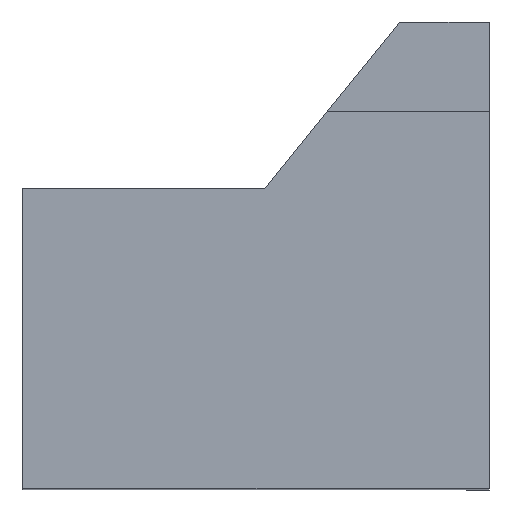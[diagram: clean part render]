
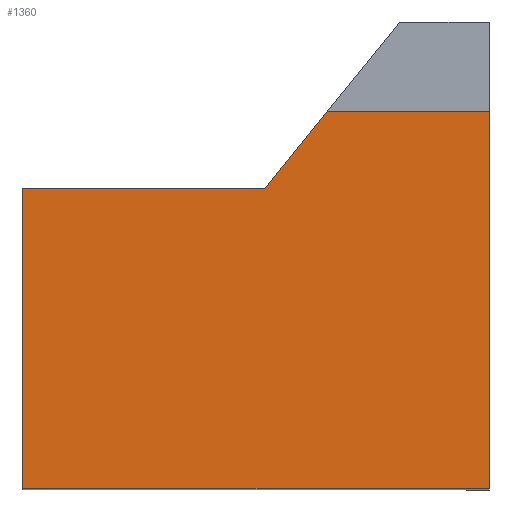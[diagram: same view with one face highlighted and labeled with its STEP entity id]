
A CAD part, top view. The second image highlights one B-rep face of the part: STEP entity #1360.
In plain terms, the highlighted planar face has unit normal (0, 0, 1).
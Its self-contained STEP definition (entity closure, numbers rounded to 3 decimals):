
#44 = PLANE('',#45);
#45 = AXIS2_PLACEMENT_3D('',#46,#47,#48);
#46 = CARTESIAN_POINT('',(0.,0.,-26.5)
  );
#47 = DIRECTION('',(-1.,0.,0.));
#48 = DIRECTION('',(0.,1.,0.));
#99 = PLANE('',#100);
#100 = AXIS2_PLACEMENT_3D('',#101,#102,#103);
#101 = CARTESIAN_POINT('',(-5.,26.,-26.5));
#102 = DIRECTION('',(0.778,-0.628,0.)
  );
#103 = DIRECTION('',(-0.628,-0.778,0.)
  );
#328 = PLANE('',#329);
#329 = AXIS2_PLACEMENT_3D('',#330,#331,#332);
#330 = CARTESIAN_POINT('',(0.,21.,26.5));
#331 = DIRECTION('',(0.,1.,0.));
#332 = DIRECTION('',(0.,0.,1.));
#364 = VERTEX_POINT('',#365);
#365 = CARTESIAN_POINT('',(0.,21.,26.5));
#386 = EDGE_CURVE('',#364,#387,#389,.T.);
#387 = VERTEX_POINT('',#388);
#388 = CARTESIAN_POINT('',(-9.038,21.,26.5));
#389 = SURFACE_CURVE('',#390,(#394,#401),.PCURVE_S1.);
#390 = LINE('',#391,#392);
#391 = CARTESIAN_POINT('',(0.,21.,26.5));
#392 = VECTOR('',#393,1.);
#393 = DIRECTION('',(-1.,0.,0.));
#394 = PCURVE('',#328,#395);
#395 = DEFINITIONAL_REPRESENTATION('',(#396),#400);
#396 = LINE('',#397,#398);
#397 = CARTESIAN_POINT('',(-0.,0.));
#398 = VECTOR('',#399,1.);
#399 = DIRECTION('',(0.,-1.));
#400 = ( GEOMETRIC_REPRESENTATION_CONTEXT(2) 
PARAMETRIC_REPRESENTATION_CONTEXT() REPRESENTATION_CONTEXT('2D SPACE',''
  ) );
#401 = PCURVE('',#402,#407);
#402 = PLANE('',#403);
#403 = AXIS2_PLACEMENT_3D('',#404,#405,#406);
#404 = CARTESIAN_POINT('',(-12.341,9.582,26.5));
#405 = DIRECTION('',(0.,0.,1.));
#406 = DIRECTION('',(0.,1.,0.));
#407 = DEFINITIONAL_REPRESENTATION('',(#408),#412);
#408 = LINE('',#409,#410);
#409 = CARTESIAN_POINT('',(11.418,-12.341));
#410 = VECTOR('',#411,1.);
#411 = DIRECTION('',(0.,1.));
#412 = ( GEOMETRIC_REPRESENTATION_CONTEXT(2) 
PARAMETRIC_REPRESENTATION_CONTEXT() REPRESENTATION_CONTEXT('2D SPACE',''
  ) );
#465 = EDGE_CURVE('',#387,#466,#468,.T.);
#466 = VERTEX_POINT('',#467);
#467 = CARTESIAN_POINT('',(-12.512,16.7,26.5));
#468 = SURFACE_CURVE('',#469,(#473,#480),.PCURVE_S1.);
#469 = LINE('',#470,#471);
#470 = CARTESIAN_POINT('',(-5.,26.,26.5));
#471 = VECTOR('',#472,1.);
#472 = DIRECTION('',(-0.628,-0.778,0.)
  );
#473 = PCURVE('',#99,#474);
#474 = DEFINITIONAL_REPRESENTATION('',(#475),#479);
#475 = LINE('',#476,#477);
#476 = CARTESIAN_POINT('',(0.,-53.));
#477 = VECTOR('',#478,1.);
#478 = DIRECTION('',(1.,0.));
#479 = ( GEOMETRIC_REPRESENTATION_CONTEXT(2) 
PARAMETRIC_REPRESENTATION_CONTEXT() REPRESENTATION_CONTEXT('2D SPACE',''
  ) );
#480 = PCURVE('',#402,#481);
#481 = DEFINITIONAL_REPRESENTATION('',(#482),#486);
#482 = LINE('',#483,#484);
#483 = CARTESIAN_POINT('',(16.418,-7.341));
#484 = VECTOR('',#485,1.);
#485 = DIRECTION('',(-0.778,0.628));
#486 = ( GEOMETRIC_REPRESENTATION_CONTEXT(2) 
PARAMETRIC_REPRESENTATION_CONTEXT() REPRESENTATION_CONTEXT('2D SPACE',''
  ) );
#503 = PLANE('',#504);
#504 = AXIS2_PLACEMENT_3D('',#505,#506,#507);
#505 = CARTESIAN_POINT('',(0.,16.7,26.5));
#506 = DIRECTION('',(0.,-1.,0.));
#507 = DIRECTION('',(0.,0.,-1.));
#556 = PLANE('',#557);
#557 = AXIS2_PLACEMENT_3D('',#558,#559,#560);
#558 = CARTESIAN_POINT('',(-26.,0.,-26.5));
#559 = DIRECTION('',(0.,1.,0.));
#560 = DIRECTION('',(1.,0.,0.));
#1112 = PLANE('',#1113);
#1113 = AXIS2_PLACEMENT_3D('',#1114,#1115,#1116);
#1114 = CARTESIAN_POINT('',(-26.,8.35,23.));
#1115 = DIRECTION('',(1.,0.,0.));
#1116 = DIRECTION('',(0.,1.,0.));
#1128 = EDGE_CURVE('',#466,#1129,#1131,.T.);
#1129 = VERTEX_POINT('',#1130);
#1130 = CARTESIAN_POINT('',(-26.,16.7,26.5));
#1131 = SURFACE_CURVE('',#1132,(#1136,#1143),.PCURVE_S1.);
#1132 = LINE('',#1133,#1134);
#1133 = CARTESIAN_POINT('',(0.,16.7,26.5));
#1134 = VECTOR('',#1135,1.);
#1135 = DIRECTION('',(-1.,0.,0.));
#1136 = PCURVE('',#503,#1137);
#1137 = DEFINITIONAL_REPRESENTATION('',(#1138),#1142);
#1138 = LINE('',#1139,#1140);
#1139 = CARTESIAN_POINT('',(0.,0.));
#1140 = VECTOR('',#1141,1.);
#1141 = DIRECTION('',(0.,-1.));
#1142 = ( GEOMETRIC_REPRESENTATION_CONTEXT(2) 
PARAMETRIC_REPRESENTATION_CONTEXT() REPRESENTATION_CONTEXT('2D SPACE',''
  ) );
#1143 = PCURVE('',#402,#1144);
#1144 = DEFINITIONAL_REPRESENTATION('',(#1145),#1149);
#1145 = LINE('',#1146,#1147);
#1146 = CARTESIAN_POINT('',(7.118,-12.341));
#1147 = VECTOR('',#1148,1.);
#1148 = DIRECTION('',(0.,1.));
#1149 = ( GEOMETRIC_REPRESENTATION_CONTEXT(2) 
PARAMETRIC_REPRESENTATION_CONTEXT() REPRESENTATION_CONTEXT('2D SPACE',''
  ) );
#1176 = EDGE_CURVE('',#1177,#1129,#1179,.T.);
#1177 = VERTEX_POINT('',#1178);
#1178 = CARTESIAN_POINT('',(-26.,0.,26.5));
#1179 = SURFACE_CURVE('',#1180,(#1184,#1191),.PCURVE_S1.);
#1180 = LINE('',#1181,#1182);
#1181 = CARTESIAN_POINT('',(-26.,0.,26.5));
#1182 = VECTOR('',#1183,1.);
#1183 = DIRECTION('',(0.,1.,0.));
#1184 = PCURVE('',#1112,#1185);
#1185 = DEFINITIONAL_REPRESENTATION('',(#1186),#1190);
#1186 = LINE('',#1187,#1188);
#1187 = CARTESIAN_POINT('',(-8.35,3.5));
#1188 = VECTOR('',#1189,1.);
#1189 = DIRECTION('',(1.,0.));
#1190 = ( GEOMETRIC_REPRESENTATION_CONTEXT(2) 
PARAMETRIC_REPRESENTATION_CONTEXT() REPRESENTATION_CONTEXT('2D SPACE',''
  ) );
#1191 = PCURVE('',#402,#1192);
#1192 = DEFINITIONAL_REPRESENTATION('',(#1193),#1197);
#1193 = LINE('',#1194,#1195);
#1194 = CARTESIAN_POINT('',(-9.582,13.659));
#1195 = VECTOR('',#1196,1.);
#1196 = DIRECTION('',(1.,0.));
#1197 = ( GEOMETRIC_REPRESENTATION_CONTEXT(2) 
PARAMETRIC_REPRESENTATION_CONTEXT() REPRESENTATION_CONTEXT('2D SPACE',''
  ) );
#1253 = EDGE_CURVE('',#1254,#364,#1256,.T.);
#1254 = VERTEX_POINT('',#1255);
#1255 = CARTESIAN_POINT('',(0.,0.,26.5)
  );
#1256 = SURFACE_CURVE('',#1257,(#1261,#1268),.PCURVE_S1.);
#1257 = LINE('',#1258,#1259);
#1258 = CARTESIAN_POINT('',(0.,0.,26.5)
  );
#1259 = VECTOR('',#1260,1.);
#1260 = DIRECTION('',(0.,1.,0.));
#1261 = PCURVE('',#44,#1262);
#1262 = DEFINITIONAL_REPRESENTATION('',(#1263),#1267);
#1263 = LINE('',#1264,#1265);
#1264 = CARTESIAN_POINT('',(0.,-53.));
#1265 = VECTOR('',#1266,1.);
#1266 = DIRECTION('',(1.,0.));
#1267 = ( GEOMETRIC_REPRESENTATION_CONTEXT(2) 
PARAMETRIC_REPRESENTATION_CONTEXT() REPRESENTATION_CONTEXT('2D SPACE',''
  ) );
#1268 = PCURVE('',#402,#1269);
#1269 = DEFINITIONAL_REPRESENTATION('',(#1270),#1274);
#1270 = LINE('',#1271,#1272);
#1271 = CARTESIAN_POINT('',(-9.582,-12.341));
#1272 = VECTOR('',#1273,1.);
#1273 = DIRECTION('',(1.,0.));
#1274 = ( GEOMETRIC_REPRESENTATION_CONTEXT(2) 
PARAMETRIC_REPRESENTATION_CONTEXT() REPRESENTATION_CONTEXT('2D SPACE',''
  ) );
#1337 = EDGE_CURVE('',#1177,#1254,#1338,.T.);
#1338 = SURFACE_CURVE('',#1339,(#1343,#1350),.PCURVE_S1.);
#1339 = LINE('',#1340,#1341);
#1340 = CARTESIAN_POINT('',(-26.,0.,26.5));
#1341 = VECTOR('',#1342,1.);
#1342 = DIRECTION('',(1.,0.,0.));
#1343 = PCURVE('',#556,#1344);
#1344 = DEFINITIONAL_REPRESENTATION('',(#1345),#1349);
#1345 = LINE('',#1346,#1347);
#1346 = CARTESIAN_POINT('',(0.,-53.));
#1347 = VECTOR('',#1348,1.);
#1348 = DIRECTION('',(1.,0.));
#1349 = ( GEOMETRIC_REPRESENTATION_CONTEXT(2) 
PARAMETRIC_REPRESENTATION_CONTEXT() REPRESENTATION_CONTEXT('2D SPACE',''
  ) );
#1350 = PCURVE('',#402,#1351);
#1351 = DEFINITIONAL_REPRESENTATION('',(#1352),#1356);
#1352 = LINE('',#1353,#1354);
#1353 = CARTESIAN_POINT('',(-9.582,13.659));
#1354 = VECTOR('',#1355,1.);
#1355 = DIRECTION('',(0.,-1.));
#1356 = ( GEOMETRIC_REPRESENTATION_CONTEXT(2) 
PARAMETRIC_REPRESENTATION_CONTEXT() REPRESENTATION_CONTEXT('2D SPACE',''
  ) );
#1360 = ADVANCED_FACE('',(#1361),#402,.T.);
#1361 = FACE_BOUND('',#1362,.T.);
#1362 = EDGE_LOOP('',(#1363,#1364,#1365,#1366,#1367,#1368));
#1363 = ORIENTED_EDGE('',*,*,#465,.T.);
#1364 = ORIENTED_EDGE('',*,*,#1128,.T.);
#1365 = ORIENTED_EDGE('',*,*,#1176,.F.);
#1366 = ORIENTED_EDGE('',*,*,#1337,.T.);
#1367 = ORIENTED_EDGE('',*,*,#1253,.T.);
#1368 = ORIENTED_EDGE('',*,*,#386,.T.);
